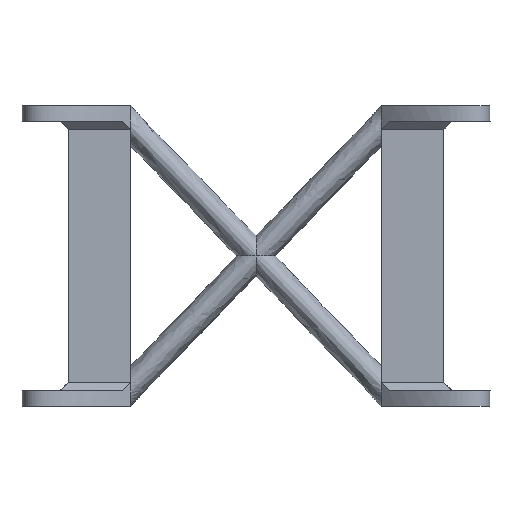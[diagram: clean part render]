
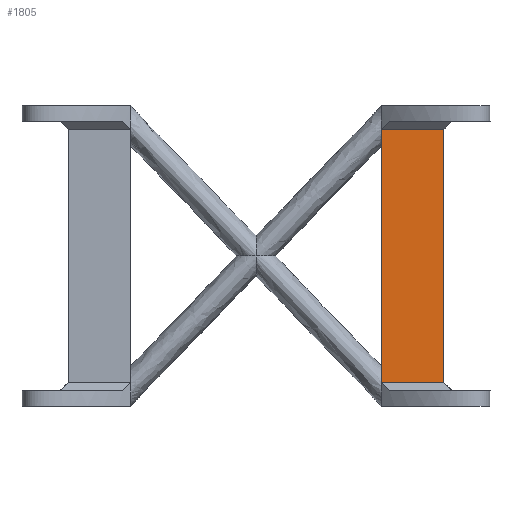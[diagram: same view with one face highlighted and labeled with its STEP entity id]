
A CAD part, front view. The second image highlights one B-rep face of the part: STEP entity #1805.
In plain terms, the highlighted planar face has unit normal (0, -1, 0).
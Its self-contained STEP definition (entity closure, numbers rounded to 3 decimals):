
#159=FACE_OUTER_BOUND('',#261,.T.);
#261=EDGE_LOOP('',(#1179,#1180,#1181,#1182));
#378=LINE('',#2671,#526);
#382=LINE('',#2685,#530);
#383=LINE('',#2687,#531);
#384=LINE('',#2688,#532);
#526=VECTOR('',#2124,10.);
#530=VECTOR('',#2138,10.);
#531=VECTOR('',#2139,10.);
#532=VECTOR('',#2140,10.);
#721=VERTEX_POINT('',#2668);
#722=VERTEX_POINT('',#2670);
#727=VERTEX_POINT('',#2684);
#728=VERTEX_POINT('',#2686);
#887=EDGE_CURVE('',#721,#722,#378,.T.);
#894=EDGE_CURVE('',#721,#727,#382,.T.);
#895=EDGE_CURVE('',#728,#727,#383,.T.);
#896=EDGE_CURVE('',#722,#728,#384,.T.);
#1179=ORIENTED_EDGE('',*,*,#887,.F.);
#1180=ORIENTED_EDGE('',*,*,#894,.T.);
#1181=ORIENTED_EDGE('',*,*,#895,.F.);
#1182=ORIENTED_EDGE('',*,*,#896,.F.);
#1739=PLANE('',#1925);
#1805=ADVANCED_FACE('',(#159),#1739,.T.);
#1925=AXIS2_PLACEMENT_3D('',#2683,#2136,#2137);
#2124=DIRECTION('',(-1.,0.,0.));
#2136=DIRECTION('center_axis',(0.,-1.,0.));
#2137=DIRECTION('ref_axis',(1.,0.,0.));
#2138=DIRECTION('',(0.,0.,1.));
#2139=DIRECTION('',(1.,0.,0.));
#2140=DIRECTION('',(0.,0.,1.));
#2668=CARTESIAN_POINT('',(60.,0.,1.25));
#2670=CARTESIAN_POINT('',(50.,0.,1.25));
#2671=CARTESIAN_POINT('',(54.342,0.,1.25));
#2683=CARTESIAN_POINT('Origin',(50.,0.,0.));
#2684=CARTESIAN_POINT('',(60.,0.,41.75));
#2685=CARTESIAN_POINT('',(60.,0.,0.));
#2686=CARTESIAN_POINT('',(50.,0.,41.75));
#2687=CARTESIAN_POINT('',(54.342,0.,41.75));
#2688=CARTESIAN_POINT('',(50.,0.,0.));
